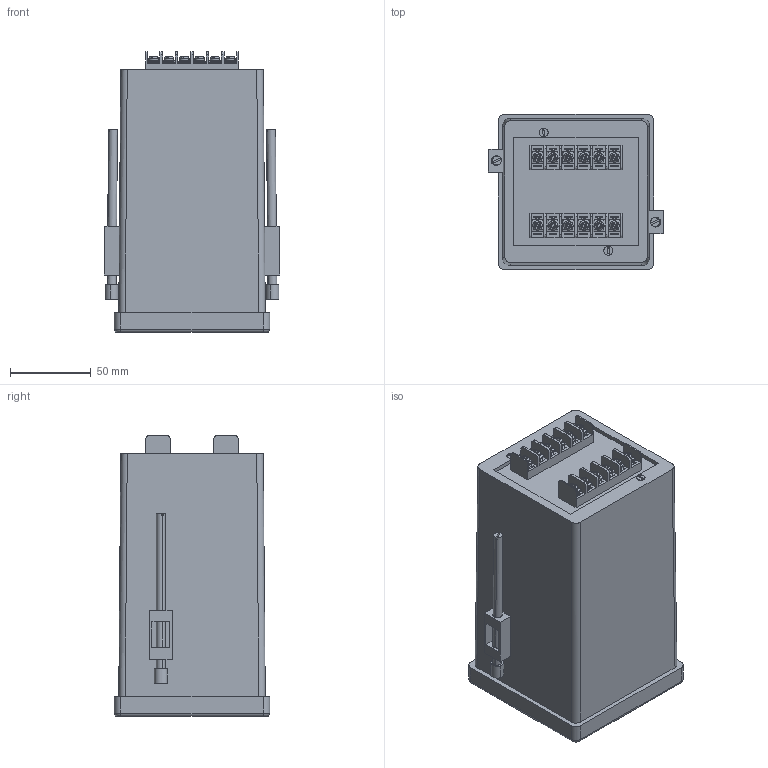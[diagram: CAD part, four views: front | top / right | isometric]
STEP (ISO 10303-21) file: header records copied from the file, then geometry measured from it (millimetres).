
FILE_DESCRIPTION (( 'STEP AP214' ), '1' );
FILE_NAME ('IC-150-04.STEP', '2022-01-17T14:32:06', ( '' ), ( '' ), 'SwSTEP 2.0', 'SolidWorks 2017', '' );
FILE_SCHEMA (( 'AUTOMOTIVE_DESIGN' ));
Length unit declared in the file: millimetre
Products named in the file (87): BP-96-00; Screw; Clamp-Metal-110; Clamp-Plastic-2; Screw-Countershank-Small; Washer; Front Plate FP-96-00; GT-1PCB - 6Way; Gt-1-Terminal sheetmetal; Screw-Countershank; Screw+Washer; Clamp-Plastic-1; Angels MAG-150; IC-150-04; Case IC-150; Gaurang-GT-1.plastic-6ways; Metal Plate MPL-150; TerminalGT-1-6-ways; BrassInsert; Back Plate BP-96-00; Back Plate BP-96-00-GT-1Ter.; Clamp-110; GT-1-MetalPart
Assembly tree (40 placements, depth 6):
  BP-96-00
  Screw
  Clamp-Metal-110
  Screw
  Screw
Bounding box: 108.12 x 96 x 173.5 mm (x, y, z)
Volume: 204996.9 mm3; surface area: 219652.9 mm2
Topology: 64 solids, 64 shells, 2187 faces, 5592 edges, 3558 vertices
Faces by surface type: plane 1237, cylinder 830, cone 80, bspline 36, torus 4
Entity records: 20132 total; most frequent: CARTESIAN_POINT 3712, DIRECTION 3119, ORIENTED_EDGE 3014, EDGE_CURVE 1507, AXIS2_PLACEMENT_3D 1054, LINE 1011, VECTOR 1011, VERTEX_POINT 977
